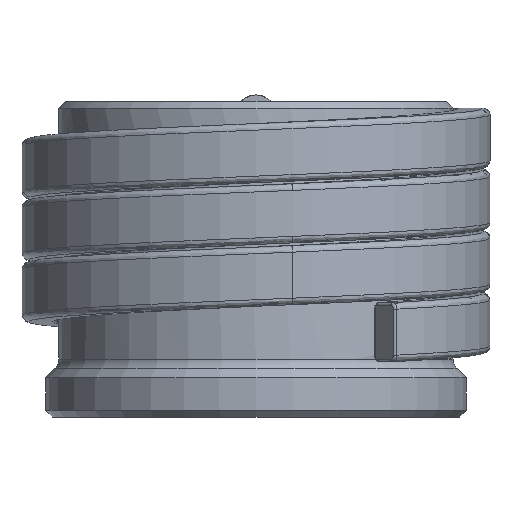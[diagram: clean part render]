
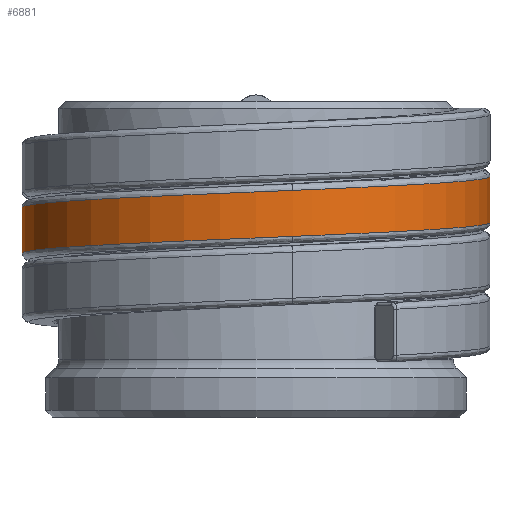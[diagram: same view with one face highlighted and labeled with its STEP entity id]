
A CAD part, left-side view. The second image highlights one B-rep face of the part: STEP entity #6881.
In plain terms, the highlighted cylindrical face has radius 17.8 mm (diameter 35.6 mm), a partial arc.
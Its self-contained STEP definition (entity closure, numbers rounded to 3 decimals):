
#2109=CARTESIAN_POINT('',(8.185,-15.807,
-5.343));
#2110=CARTESIAN_POINT('',(7.077,-16.38,
-5.395));
#2111=CARTESIAN_POINT('',(4.742,-17.293,
-5.5));
#2112=CARTESIAN_POINT('',(1.03,-17.902,
-5.657));
#2113=CARTESIAN_POINT('',(-2.727,-17.723,
-5.814));
#2114=CARTESIAN_POINT('',(-6.364,-16.764,
-5.971));
#2115=CARTESIAN_POINT('',(-9.721,-15.068,
-6.129));
#2116=CARTESIAN_POINT('',(-12.651,-12.708,
-6.286));
#2117=CARTESIAN_POINT('',(-15.023,-9.79,
-6.443));
#2118=CARTESIAN_POINT('',(-16.735,-6.44,
-6.6));
#2119=CARTESIAN_POINT('',(-17.385,-4.019,
-6.705));
#2120=CARTESIAN_POINT('',(-17.58,-2.787,
-6.757));
#2190=CARTESIAN_POINT('',(-17.58,-2.787,
-10.257));
#2316=DIRECTION('',(0.,0.,1.));
#2317=VECTOR('',#2316,3.5);
#2318=CARTESIAN_POINT('',(16.611,-6.397,-13.));
#2319=LINE('',#2318,#2317);
#2438=CARTESIAN_POINT('',(8.185,-15.807,
-8.843));
#2439=CARTESIAN_POINT('',(7.077,-16.38,
-8.895));
#2440=CARTESIAN_POINT('',(4.742,-17.293,
-9.));
#2441=CARTESIAN_POINT('',(1.03,-17.902,
-9.157));
#2442=CARTESIAN_POINT('',(-2.727,-17.723,
-9.314));
#2443=CARTESIAN_POINT('',(-6.364,-16.764,
-9.471));
#2444=CARTESIAN_POINT('',(-9.721,-15.068,
-9.629));
#2445=CARTESIAN_POINT('',(-12.651,-12.708,
-9.786));
#2446=CARTESIAN_POINT('',(-15.023,-9.79,
-9.943));
#2447=CARTESIAN_POINT('',(-16.735,-6.44,
-10.1));
#2448=CARTESIAN_POINT('',(-17.385,-4.019,
-10.205));
#2449=CARTESIAN_POINT('',(-17.58,-2.787,
-10.257));
#2451=CARTESIAN_POINT('',(-17.58,-2.787,
-10.257));
#2452=CARTESIAN_POINT('',(-17.77,-1.593,
-10.308));
#2453=CARTESIAN_POINT('',(-17.904,0.833,
-10.41));
#2454=CARTESIAN_POINT('',(-17.366,4.437,
-10.562));
#2455=CARTESIAN_POINT('',(-16.109,7.858,
-10.714));
#2456=CARTESIAN_POINT('',(-14.186,10.954,
-10.867));
#2457=CARTESIAN_POINT('',(-11.677,13.598,
-11.019));
#2458=CARTESIAN_POINT('',(-8.685,15.679,
-11.172));
#2459=CARTESIAN_POINT('',(-5.334,17.111,
-11.324));
#2460=CARTESIAN_POINT('',(-1.762,17.837,
-11.476));
#2461=CARTESIAN_POINT('',(1.882,17.824,-11.629));
#2462=CARTESIAN_POINT('',(5.449,17.075,-11.781));
#2463=CARTESIAN_POINT('',(8.79,15.62,-11.933));
#2464=CARTESIAN_POINT('',(11.768,13.519,-12.086));
#2465=CARTESIAN_POINT('',(14.26,10.859,-12.238));
#2466=CARTESIAN_POINT('',(16.161,7.75,-12.391));
#2467=CARTESIAN_POINT('',(17.395,4.32,-12.543));
#2468=CARTESIAN_POINT('',(17.909,0.712,
-12.695));
#2469=CARTESIAN_POINT('',(17.683,-2.925,
-12.848));
#2470=CARTESIAN_POINT('',(17.045,-5.27,
-12.949));
#2471=CARTESIAN_POINT('',(16.611,-6.397,-13.));
#2473=DIRECTION('',(0.,0.,1.));
#2474=VECTOR('',#2473,3.5);
#2475=CARTESIAN_POINT('',(8.185,-15.807,
-8.843));
#2476=LINE('',#2475,#2474);
#2512=CARTESIAN_POINT('',(-17.58,-2.787,
-6.757));
#2519=CARTESIAN_POINT('',(-17.58,-2.787,
-6.757));
#2520=CARTESIAN_POINT('',(-17.77,-1.593,
-6.808));
#2521=CARTESIAN_POINT('',(-17.904,0.833,
-6.91));
#2522=CARTESIAN_POINT('',(-17.366,4.437,
-7.062));
#2523=CARTESIAN_POINT('',(-16.109,7.858,
-7.214));
#2524=CARTESIAN_POINT('',(-14.186,10.954,
-7.367));
#2525=CARTESIAN_POINT('',(-11.677,13.598,
-7.519));
#2526=CARTESIAN_POINT('',(-8.685,15.679,
-7.672));
#2527=CARTESIAN_POINT('',(-5.334,17.111,
-7.824));
#2528=CARTESIAN_POINT('',(-1.762,17.837,
-7.976));
#2529=CARTESIAN_POINT('',(1.882,17.824,-8.129));
#2530=CARTESIAN_POINT('',(5.449,17.075,-8.281));
#2531=CARTESIAN_POINT('',(8.79,15.62,-8.433));
#2532=CARTESIAN_POINT('',(11.768,13.519,-8.586));
#2533=CARTESIAN_POINT('',(14.26,10.859,-8.738));
#2534=CARTESIAN_POINT('',(16.161,7.75,-8.891));
#2535=CARTESIAN_POINT('',(17.395,4.32,-9.043));
#2536=CARTESIAN_POINT('',(17.909,0.712,
-9.195));
#2537=CARTESIAN_POINT('',(17.683,-2.925,
-9.348));
#2538=CARTESIAN_POINT('',(17.045,-5.27,
-9.449));
#2539=CARTESIAN_POINT('',(16.611,-6.397,-9.5));
#3387=CARTESIAN_POINT('',(8.185,-15.807,
-8.843));
#3388=CARTESIAN_POINT('',(8.185,-15.807,
-5.343));
#3389=VERTEX_POINT('',#3387);
#3390=VERTEX_POINT('',#3388);
#3399=VERTEX_POINT('',#2190);
#3400=VERTEX_POINT('',#2512);
#3404=VERTEX_POINT('',#2471);
#3405=VERTEX_POINT('',#2539);
#6867=CARTESIAN_POINT('',(0.,0.,-0.5));
#6868=DIRECTION('',(0.,0.,-1.));
#6869=DIRECTION('',(0.46,-0.888,0.));
#6870=AXIS2_PLACEMENT_3D('',#6867,#6868,#6869);
#6871=CYLINDRICAL_SURFACE('',#6870,17.8);
#6872=ORIENTED_EDGE('',*,*,#6502,.T.);
#6873=ORIENTED_EDGE('',*,*,#6556,.T.);
#6874=ORIENTED_EDGE('',*,*,#6809,.T.);
#6876=ORIENTED_EDGE('',*,*,#6875,.F.);
#6877=ORIENTED_EDGE('',*,*,#6351,.F.);
#6878=ORIENTED_EDGE('',*,*,#6840,.F.);
#6879=EDGE_LOOP('',(#6872,#6873,#6874,#6876,#6877,#6878));
#6880=FACE_OUTER_BOUND('',#6879,.F.);
#2121=B_SPLINE_CURVE_WITH_KNOTS('',3,(#2109,#2110,#2111,#2112,#2113,#2114,#2115,
#2116,#2117,#2118,#2119,#2120),.UNSPECIFIED.,.F.,.F.,(4,1,1,1,1,1,1,1,1,4),
(0.,0.111,0.222,0.333,0.444,
0.556,0.667,0.778,0.889,1.),
.UNSPECIFIED.);
#2450=B_SPLINE_CURVE_WITH_KNOTS('',3,(#2438,#2439,#2440,#2441,#2442,#2443,#2444,
#2445,#2446,#2447,#2448,#2449),.UNSPECIFIED.,.F.,.F.,(4,1,1,1,1,1,1,1,1,4),
(0.,0.111,0.222,0.333,0.444,
0.556,0.667,0.778,0.889,1.),
.UNSPECIFIED.);
#2472=B_SPLINE_CURVE_WITH_KNOTS('',3,(#2451,#2452,#2453,#2454,#2455,#2456,#2457,
#2458,#2459,#2460,#2461,#2462,#2463,#2464,#2465,#2466,#2467,#2468,#2469,#2470,
#2471),.UNSPECIFIED.,.F.,.F.,(4,1,1,1,1,1,1,1,1,1,1,1,1,1,1,1,1,1,4),(0.,
0.056,0.111,0.167,0.222,
0.278,0.333,0.389,0.444,0.5,
0.556,0.611,0.667,0.722,
0.778,0.833,0.889,0.944,1.),
.UNSPECIFIED.);
#2540=B_SPLINE_CURVE_WITH_KNOTS('',3,(#2519,#2520,#2521,#2522,#2523,#2524,#2525,
#2526,#2527,#2528,#2529,#2530,#2531,#2532,#2533,#2534,#2535,#2536,#2537,#2538,
#2539),.UNSPECIFIED.,.F.,.F.,(4,1,1,1,1,1,1,1,1,1,1,1,1,1,1,1,1,1,4),(0.,
0.056,0.111,0.167,0.222,
0.278,0.333,0.389,0.444,0.5,
0.556,0.611,0.667,0.722,
0.778,0.833,0.889,0.944,1.),
.UNSPECIFIED.);
#6351=EDGE_CURVE('',#3390,#3400,#2121,.T.);
#6502=EDGE_CURVE('',#3389,#3399,#2450,.T.);
#6556=EDGE_CURVE('',#3399,#3404,#2472,.T.);
#6809=EDGE_CURVE('',#3404,#3405,#2319,.T.);
#6840=EDGE_CURVE('',#3389,#3390,#2476,.T.);
#6875=EDGE_CURVE('',#3400,#3405,#2540,.T.);
#6881=ADVANCED_FACE('',(#6880),#6871,.T.);
